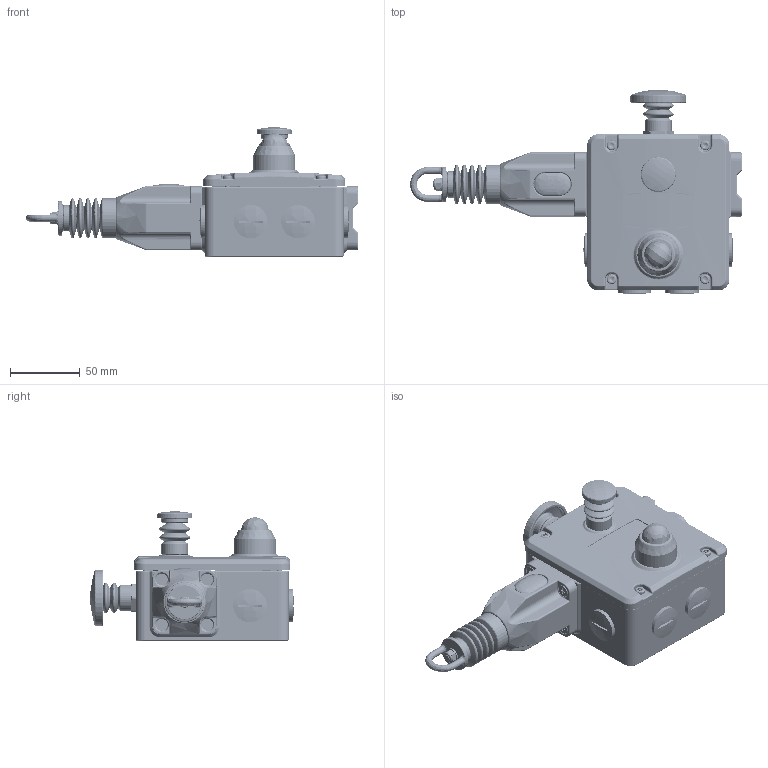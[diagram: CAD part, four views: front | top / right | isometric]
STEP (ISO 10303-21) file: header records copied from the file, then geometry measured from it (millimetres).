
FILE_DESCRIPTION (( 'STEP AP214' ), '1' );
FILE_NAME ('GLHR-SS-145010-AS.STEP', '2021-06-10T13:12:07', ( '' ), ( '' ), 'SwSTEP 2.0', 'SolidWorks 2021', '' );
FILE_SCHEMA (( 'AUTOMOTIVE_DESIGN' ));
Length unit declared in the file: inch
Products named in the file (1): GLHR-SS-145010-AS
Bounding box: 238.1 x 146.55 x 92.65 mm (x, y, z)
Volume: 312006 mm3; surface area: 193379.3 mm2
Topology: 47 solids, 47 shells, 4430 faces, 10721 edges, 6461 vertices
Faces by surface type: cylinder 1434, plane 1376, bspline 1048, cone 380, torus 184, sphere 8
Full cylindrical faces by diameter (mm): 19.05 x2
Entity records: 174702 total; most frequent: CARTESIAN_POINT 76921, ORIENTED_EDGE 21222, DIRECTION 19057, EDGE_CURVE 10611, AXIS2_PLACEMENT_3D 7050, VERTEX_POINT 6459, VECTOR 4957, LINE 4957
